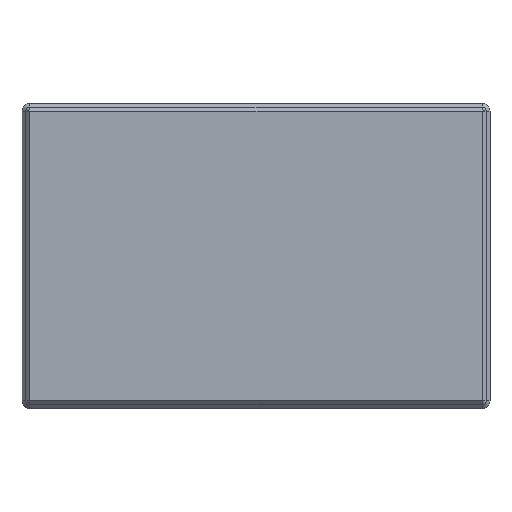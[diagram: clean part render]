
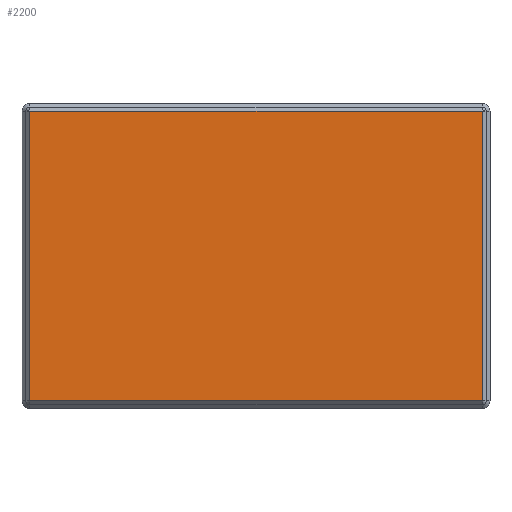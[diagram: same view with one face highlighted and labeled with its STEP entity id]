
A CAD part, front view. The second image highlights one B-rep face of the part: STEP entity #2200.
In plain terms, the highlighted planar face has unit normal (0, -1, 0).
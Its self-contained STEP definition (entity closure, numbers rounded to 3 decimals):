
#42=PLANE('',#2445);
#153=LINE('',#3644,#333);
#157=LINE('',#3652,#337);
#161=LINE('',#3662,#341);
#165=LINE('',#3671,#345);
#333=VECTOR('',#2910,10.);
#337=VECTOR('',#2916,10.);
#341=VECTOR('',#2926,10.);
#345=VECTOR('',#2936,10.);
#633=FACE_OUTER_BOUND('',#791,.T.);
#791=EDGE_LOOP('',(#1784,#1785,#1786,#1787));
#1066=VERTEX_POINT('',#3641);
#1067=VERTEX_POINT('',#3643);
#1070=VERTEX_POINT('',#3650);
#1073=VERTEX_POINT('',#3660);
#1304=EDGE_CURVE('',#1066,#1067,#153,.T.);
#1308=EDGE_CURVE('',#1070,#1066,#157,.T.);
#1313=EDGE_CURVE('',#1073,#1070,#161,.T.);
#1318=EDGE_CURVE('',#1067,#1073,#165,.T.);
#1784=ORIENTED_EDGE('',*,*,#1304,.F.);
#1785=ORIENTED_EDGE('',*,*,#1308,.F.);
#1786=ORIENTED_EDGE('',*,*,#1313,.F.);
#1787=ORIENTED_EDGE('',*,*,#1318,.F.);
#2200=ADVANCED_FACE('',(#633),#42,.T.);
#2445=AXIS2_PLACEMENT_3D('',#3688,#2960,#2961);
#2910=DIRECTION('',(1.,0.,0.));
#2916=DIRECTION('',(0.,0.,1.));
#2926=DIRECTION('',(-1.,0.,0.));
#2936=DIRECTION('',(0.,0.,-1.));
#2960=DIRECTION('center_axis',(0.,-1.,0.));
#2961=DIRECTION('ref_axis',(0.,0.,-1.));
#3641=CARTESIAN_POINT('',(-89.,-2.,57.));
#3643=CARTESIAN_POINT('',(89.,-2.,57.));
#3644=CARTESIAN_POINT('',(44.5,-2.,57.));
#3650=CARTESIAN_POINT('',(-89.,-2.,-57.));
#3652=CARTESIAN_POINT('',(-89.,-2.,28.5));
#3660=CARTESIAN_POINT('',(89.,-2.,-57.));
#3662=CARTESIAN_POINT('',(-44.5,-2.,-57.));
#3671=CARTESIAN_POINT('',(89.,-2.,-28.5));
#3688=CARTESIAN_POINT('Origin',(0.,-2.,0.));
